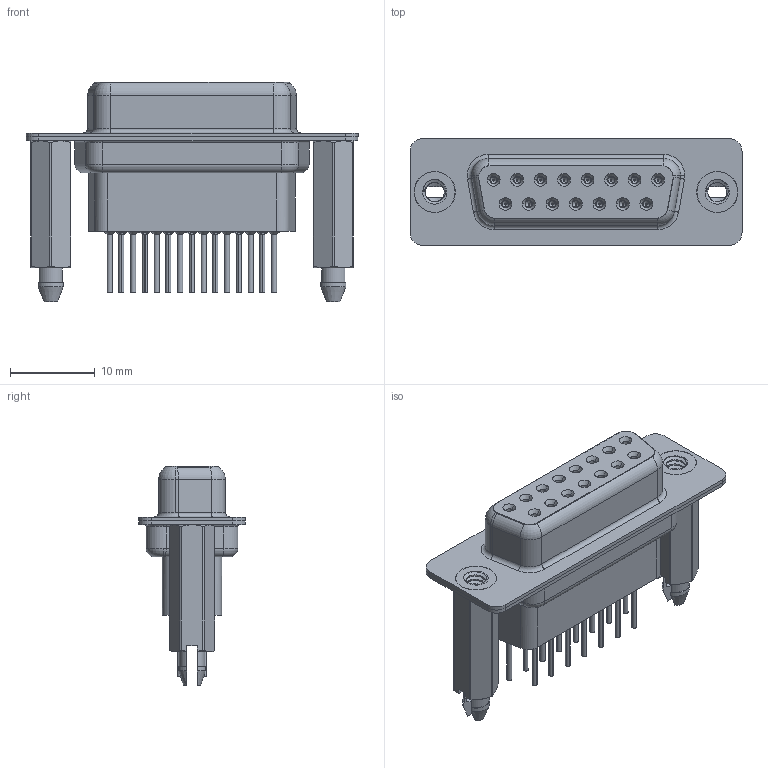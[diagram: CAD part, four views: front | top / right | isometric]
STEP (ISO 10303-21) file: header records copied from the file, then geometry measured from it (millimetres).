
FILE_DESCRIPTION (( 'STEP AP203' ), '1' );
FILE_NAME ('628-015-681-076.STEP', '2020-07-14T04:42:27', ( '' ), ( '' ), 'SwSTEP 2.0', 'SolidWorks 2020', '' );
FILE_SCHEMA (( 'CONFIG_CONTROL_DESIGN' ));
Length unit declared in the file: millimetre
Products named in the file (7): 628-015-681-076; 628 Contact Row 2_71; 628 Contact Row 1_71; 628 Housing_15 HP; 628 4-40 Threaded Boardlock_HP81; 628 Shell Front_15 Contacts; 628 Shell Rear_15 Contacts
Assembly tree (20 placements, depth 2):
  628-015-681-076
    628 Housing_15 HP
    628 Shell Front_15 Contacts
    628 Shell Rear_15 Contacts
    628 Contact Row 1_71  x8
    628 Contact Row 2_71  x7
    628 4-40 Threaded Boardlock_HP81  x2
Bounding box: 39.15 x 12.6 x 25.9 mm (x, y, z)
Volume: 3679.7 mm3; surface area: 8483.8 mm2
Topology: 20 solids, 20 shells, 2198 faces, 5657 edges, 3538 vertices
Faces by surface type: cylinder 664, plane 564, torus 423, bspline 306, cone 241
Entity records: 25042 total; most frequent: CARTESIAN_POINT 7464, DIRECTION 3540, ORIENTED_EDGE 3428, EDGE_CURVE 1714, AXIS2_PLACEMENT_3D 1461, VERTEX_POINT 1081, EDGE_LOOP 795, CIRCLE 783
